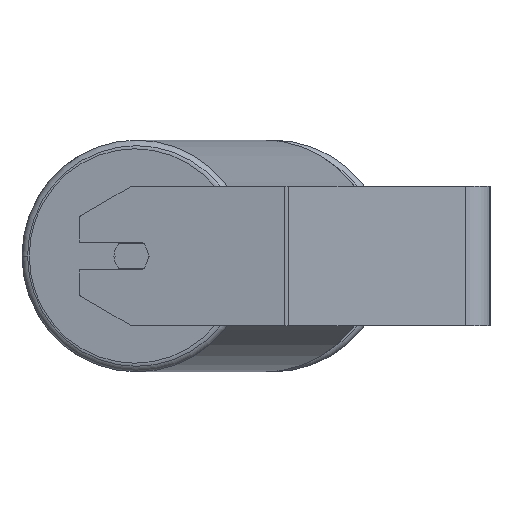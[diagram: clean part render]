
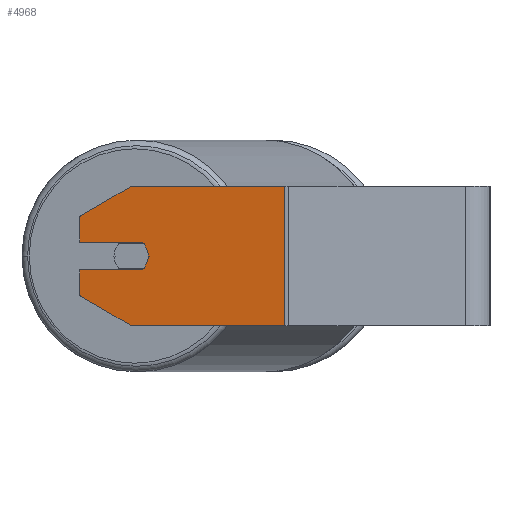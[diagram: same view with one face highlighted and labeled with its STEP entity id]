
A CAD part, left-side view. The second image highlights one B-rep face of the part: STEP entity #4968.
In plain terms, the highlighted planar face has unit normal (-0.985, 0.174, 0).
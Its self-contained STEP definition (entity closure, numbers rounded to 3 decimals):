
#168 = CIRCLE ( 'NONE', #1166, 10. ) ;
#182 = ORIENTED_EDGE ( 'NONE', *, *, #7933, .T. ) ;
#428 = VERTEX_POINT ( 'NONE', #7862 ) ;
#491 = DIRECTION ( 'NONE',  ( 0., 0., -1. ) ) ;
#523 = EDGE_CURVE ( 'NONE', #1339, #992, #5370, .T. ) ;
#611 = ORIENTED_EDGE ( 'NONE', *, *, #8564, .T. ) ;
#625 = VERTEX_POINT ( 'NONE', #6829 ) ;
#742 = FACE_OUTER_BOUND ( 'NONE', #8236, .T. ) ;
#755 = CARTESIAN_POINT ( 'NONE',  ( -684.267, 205.913, -40. ) ) ;
#992 = VERTEX_POINT ( 'NONE', #5321 ) ;
#1071 = CARTESIAN_POINT ( 'NONE',  ( -685.309, 200.004, -8. ) ) ;
#1139 = ORIENTED_EDGE ( 'NONE', *, *, #3617, .F. ) ;
#1166 = AXIS2_PLACEMENT_3D ( 'NONE', #1775, #7157, #4457 ) ;
#1170 = DIRECTION ( 'NONE',  ( -0.174, -0.985, 0. ) ) ;
#1339 = VERTEX_POINT ( 'NONE', #1967 ) ;
#1380 = VERTEX_POINT ( 'NONE', #5144 ) ;
#1453 = VERTEX_POINT ( 'NONE', #1598 ) ;
#1598 = CARTESIAN_POINT ( 'NONE',  ( -679.057, 235.457, 22.679 ) ) ;
#1648 = VECTOR ( 'NONE', #491, 1000. ) ;
#1655 = DIRECTION ( 'NONE',  ( 0., 0., -1. ) ) ;
#1660 = EDGE_CURVE ( 'NONE', #5353, #4236, #168, .T. ) ;
#1775 = CARTESIAN_POINT ( 'NONE',  ( -684.267, 205.913, 0. ) ) ;
#1805 = ORIENTED_EDGE ( 'NONE', *, *, #523, .F. ) ;
#1886 = VECTOR ( 'NONE', #1170, 1000. ) ;
#1967 = CARTESIAN_POINT ( 'NONE',  ( -699.787, 117.892, 40. ) ) ;
#1982 = CARTESIAN_POINT ( 'NONE',  ( -679.057, 235.457, 40. ) ) ;
#2128 = ORIENTED_EDGE ( 'NONE', *, *, #7015, .T. ) ;
#2177 = ORIENTED_EDGE ( 'NONE', *, *, #5076, .F. ) ;
#2202 = AXIS2_PLACEMENT_3D ( 'NONE', #1982, #2734, #6757 ) ;
#2577 = EDGE_CURVE ( 'NONE', #6112, #992, #8554, .T. ) ;
#2674 = VERTEX_POINT ( 'NONE', #2766 ) ;
#2734 = DIRECTION ( 'NONE',  ( 0.985, -0.174, 0. ) ) ;
#2766 = CARTESIAN_POINT ( 'NONE',  ( -685.309, 200.004, 8. ) ) ;
#2971 = DIRECTION ( 'NONE',  ( -0.174, -0.985, 0. ) ) ;
#3113 = DIRECTION ( 'NONE',  ( -0.174, -0.985, 0. ) ) ;
#3364 = LINE ( 'NONE', #755, #5466 ) ;
#3410 = CARTESIAN_POINT ( 'NONE',  ( -684.267, 205.913, 0. ) ) ;
#3617 = EDGE_CURVE ( 'NONE', #1380, #1339, #4442, .T. ) ;
#3675 = LINE ( 'NONE', #5665, #7107 ) ;
#4010 = VECTOR ( 'NONE', #3113, 1000. ) ;
#4059 = PLANE ( 'NONE',  #2202 ) ;
#4236 = VERTEX_POINT ( 'NONE', #4955 ) ;
#4442 = LINE ( 'NONE', #5814, #4010 ) ;
#4457 = DIRECTION ( 'NONE',  ( -0.174, -0.985, 0. ) ) ;
#4561 = VECTOR ( 'NONE', #2971, 1000. ) ;
#4586 = DIRECTION ( 'NONE',  ( 0.15, 0.853, -0.5 ) ) ;
#4955 = CARTESIAN_POINT ( 'NONE',  ( -686.003, 196.065, 0. ) ) ;
#4968 = ADVANCED_FACE ( 'NONE', ( #742 ), #4059, .F. ) ;
#4999 = VECTOR ( 'NONE', #4586, 1000. ) ;
#5035 = ORIENTED_EDGE ( 'NONE', *, *, #5457, .T. ) ;
#5062 = ORIENTED_EDGE ( 'NONE', *, *, #7900, .F. ) ;
#5064 = CARTESIAN_POINT ( 'NONE',  ( -684.267, 205.913, -40. ) ) ;
#5076 = EDGE_CURVE ( 'NONE', #2674, #6759, #8597, .T. ) ;
#5144 = CARTESIAN_POINT ( 'NONE',  ( -684.267, 205.913, 40. ) ) ;
#5231 = CARTESIAN_POINT ( 'NONE',  ( -679.057, 235.457, -40. ) ) ;
#5307 = DIRECTION ( 'NONE',  ( -0.15, -0.853, -0.5 ) ) ;
#5321 = CARTESIAN_POINT ( 'NONE',  ( -699.787, 117.892, -40. ) ) ;
#5343 = ORIENTED_EDGE ( 'NONE', *, *, #2577, .T. ) ;
#5353 = VERTEX_POINT ( 'NONE', #6462 ) ;
#5370 = LINE ( 'NONE', #6785, #7785 ) ;
#5457 = EDGE_CURVE ( 'NONE', #1453, #6759, #8496, .T. ) ;
#5466 = VECTOR ( 'NONE', #5307, 1000. ) ;
#5561 = EDGE_CURVE ( 'NONE', #4236, #2674, #5861, .T. ) ;
#5665 = CARTESIAN_POINT ( 'NONE',  ( -679.057, 235.457, 40. ) ) ;
#5741 = VECTOR ( 'NONE', #7856, 1000. ) ;
#5814 = CARTESIAN_POINT ( 'NONE',  ( -679.057, 235.457, 40. ) ) ;
#5834 = ORIENTED_EDGE ( 'NONE', *, *, #1660, .F. ) ;
#5861 = CIRCLE ( 'NONE', #7416, 10. ) ;
#6112 = VERTEX_POINT ( 'NONE', #5064 ) ;
#6415 = LINE ( 'NONE', #1071, #4561 ) ;
#6462 = CARTESIAN_POINT ( 'NONE',  ( -685.309, 200.004, -8. ) ) ;
#6676 = CARTESIAN_POINT ( 'NONE',  ( -679.057, 235.457, 8. ) ) ;
#6757 = DIRECTION ( 'NONE',  ( 0.174, 0.985, 0. ) ) ;
#6759 = VERTEX_POINT ( 'NONE', #6676 ) ;
#6785 = CARTESIAN_POINT ( 'NONE',  ( -699.787, 117.892, 40. ) ) ;
#6829 = CARTESIAN_POINT ( 'NONE',  ( -679.057, 235.457, -22.679 ) ) ;
#7015 = EDGE_CURVE ( 'NONE', #625, #6112, #3364, .T. ) ;
#7107 = VECTOR ( 'NONE', #1655, 1000. ) ;
#7138 = CARTESIAN_POINT ( 'NONE',  ( -685.309, 200.004, 8. ) ) ;
#7157 = DIRECTION ( 'NONE',  ( -0.985, 0.174, 0. ) ) ;
#7201 = CARTESIAN_POINT ( 'NONE',  ( -679.057, 235.457, 40. ) ) ;
#7388 = DIRECTION ( 'NONE',  ( -0.174, -0.985, 0. ) ) ;
#7416 = AXIS2_PLACEMENT_3D ( 'NONE', #3410, #8103, #7388 ) ;
#7785 = VECTOR ( 'NONE', #8694, 1000. ) ;
#7856 = DIRECTION ( 'NONE',  ( 0.174, 0.985, 0. ) ) ;
#7862 = CARTESIAN_POINT ( 'NONE',  ( -679.057, 235.457, -8. ) ) ;
#7870 = CARTESIAN_POINT ( 'NONE',  ( -679.057, 235.457, 22.679 ) ) ;
#7874 = ORIENTED_EDGE ( 'NONE', *, *, #5561, .F. ) ;
#7900 = EDGE_CURVE ( 'NONE', #428, #5353, #6415, .T. ) ;
#7933 = EDGE_CURVE ( 'NONE', #428, #625, #3675, .T. ) ;
#7952 = LINE ( 'NONE', #7870, #4999 ) ;
#8103 = DIRECTION ( 'NONE',  ( -0.985, 0.174, 0. ) ) ;
#8236 = EDGE_LOOP ( 'NONE', ( #5834, #5062, #182, #2128, #5343, #1805, #1139, #611, #5035, #2177, #7874 ) ) ;
#8496 = LINE ( 'NONE', #7201, #1648 ) ;
#8554 = LINE ( 'NONE', #5231, #1886 ) ;
#8564 = EDGE_CURVE ( 'NONE', #1380, #1453, #7952, .T. ) ;
#8597 = LINE ( 'NONE', #7138, #5741 ) ;
#8694 = DIRECTION ( 'NONE',  ( 0., 0., -1. ) ) ;
